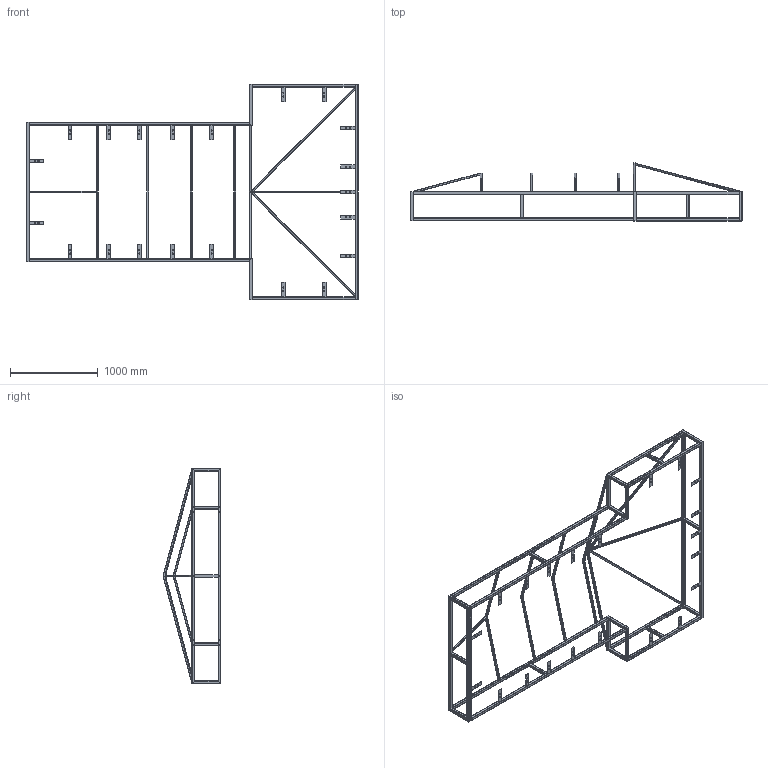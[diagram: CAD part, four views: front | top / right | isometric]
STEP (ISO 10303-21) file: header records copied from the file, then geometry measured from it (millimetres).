
FILE_DESCRIPTION(('FreeCAD Model'),'2;1');
FILE_NAME('Open CASCADE Shape Model','2025-05-01T18:25:33',('FreeCAD'),( 'FreeCAD'),'Open CASCADE STEP processor 7.6','FreeCAD','Unknown');
FILE_SCHEMA(('AUTOMOTIVE_DESIGN { 1 0 10303 214 1 1 1 1 }'));
Length unit declared in the file: millimetre
Products named in the file (1): Open CASCADE STEP translator 7.6 1
Bounding box: 3785.11 x 660.43 x 2454.13 mm (x, y, z)
Volume: 11142640.3 mm3; surface area: 9629077.4 mm2
Topology: 70 solids, 70 shells, 996 faces, 2568 edges, 1712 vertices
Faces by surface type: bspline 996
Entity records: 28684 total; most frequent: CARTESIAN_POINT 13393, ORIENTED_EDGE 5136, EDGE_CURVE 2568, B_SPLINE_CURVE_WITH_KNOTS 1768, VERTEX_POINT 1712, FACE_BOUND 1180, EDGE_LOOP 1180, ADVANCED_FACE 996
